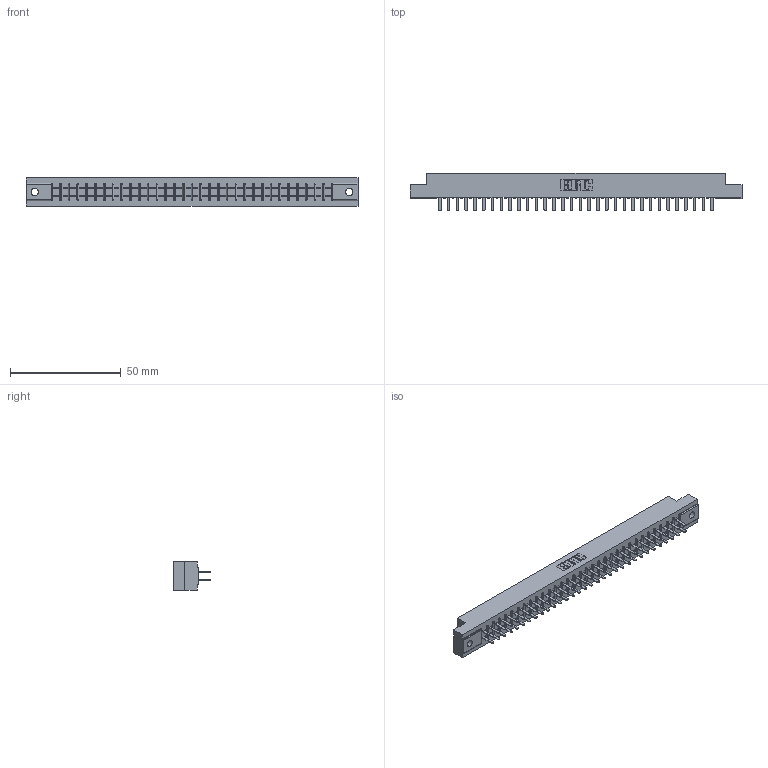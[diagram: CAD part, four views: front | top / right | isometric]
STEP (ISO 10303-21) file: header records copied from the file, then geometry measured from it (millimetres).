
FILE_DESCRIPTION (( 'STEP AP203' ), '1' );
FILE_NAME ('355-064-520-502.STEP', '2019-09-12T14:56:17', ( '' ), ( '' ), 'SwSTEP 2.0', 'SolidWorks 2016', '' );
FILE_SCHEMA (( 'CONFIG_CONTROL_DESIGN' ));
Length unit declared in the file: inch
Products named in the file (3): 305 Part_.128 Dia; 355-064-520-502; 305-290-001_520
Assembly tree (65 placements, depth 2):
  355-064-520-502
    305 Part_.128 Dia
    305-290-001_520  x64
Bounding box: 149.81 x 17.09 x 12.7 mm (x, y, z)
Volume: 15083.5 mm3; surface area: 19448.6 mm2
Topology: 65 solids, 65 shells, 3060 faces, 8732 edges, 5648 vertices
Faces by surface type: plane 1796, cylinder 1136, sphere 128
Entity records: 35747 total; most frequent: CARTESIAN_POINT 5914, ORIENTED_EDGE 5868, DIRECTION 5728, EDGE_CURVE 2934, VECTOR 2364, LINE 2364, VERTEX_POINT 1868, AXIS2_PLACEMENT_3D 1682
